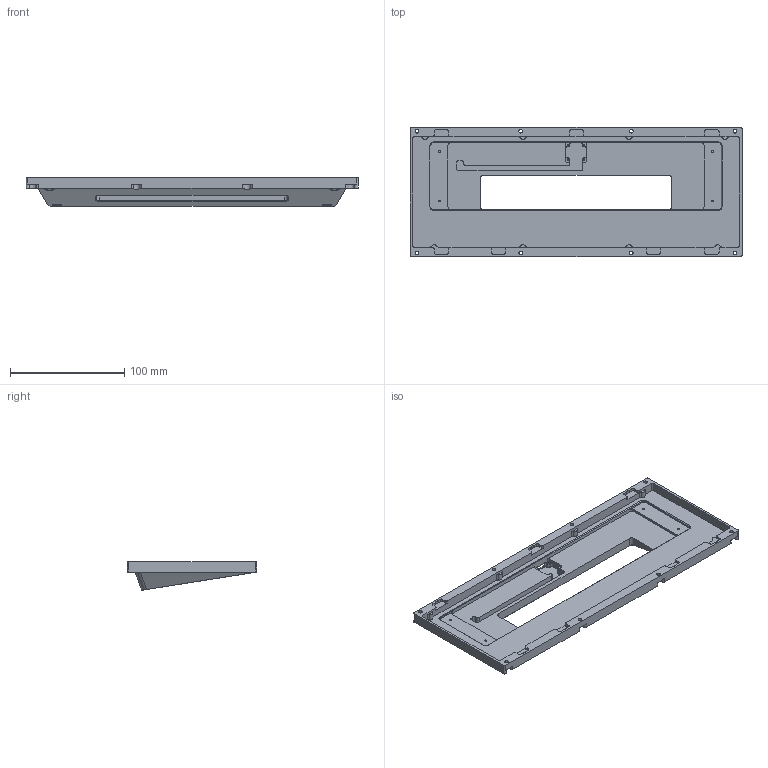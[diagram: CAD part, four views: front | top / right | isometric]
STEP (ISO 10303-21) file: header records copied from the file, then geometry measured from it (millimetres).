
FILE_DESCRIPTION(/* description */ ('STEP AP242','CAx-IF Rec.Pracs.---Representation and Presentation of Product Manufacturing Information (PMI)---4.0---2014-10-13','CAx-IF Rec.Pracs.---3D Tessellated Geometry---0.4---2014-09-14','2;1'),/* implementation_level */ '2;1');
FILE_NAME(/* name */ '651452c8ba97666ed7680421',/* time_stamp */ '2023-09-27T16:05:30Z',/* author */ (''),/* organization */ (''),/* preprocessor_version */ 'ST-DEVELOPER v19.4',/* originating_system */ ' ',/* authorisation */ ' ');
FILE_SCHEMA (('AP242_MANAGED_MODEL_BASED_3D_ENGINEERING_MIM_LF { 1 0 10303 442 1 1 4 }'));
Length unit declared in the file: metre
Products named in the file (1): Bottom
Bounding box: 290.25 x 113.25 x 24.91 mm (x, y, z)
Volume: 203140.5 mm3; surface area: 80293.6 mm2
Topology: 1 solids, 1 shells, 334 faces, 949 edges, 622 vertices
Faces by surface type: cylinder 164, plane 146, cone 16, bspline 8
Full cylindrical faces by diameter (mm): 1.7 x8, 3.2 x8, 8 x4
Entity records: 10904 total; most frequent: CARTESIAN_POINT 2101, DIRECTION 1860, ORIENTED_EDGE 1810, EDGE_CURVE 905, AXIS2_PLACEMENT_3D 664, VERTEX_POINT 614, LINE 532, VECTOR 532
